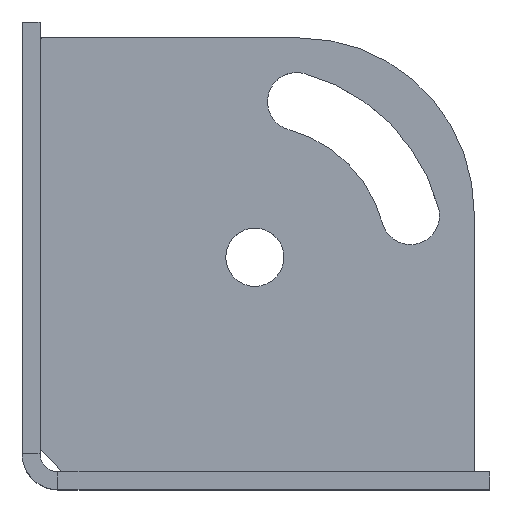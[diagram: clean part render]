
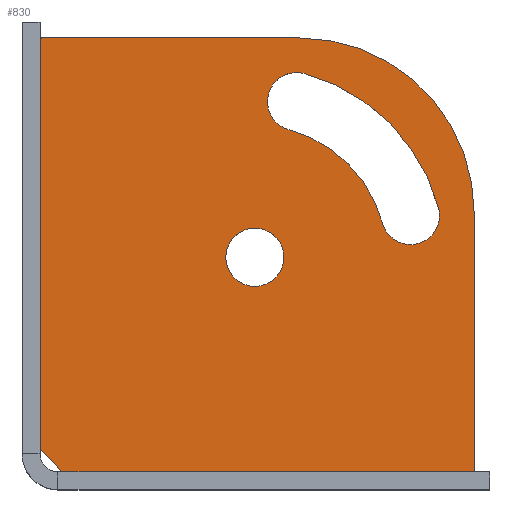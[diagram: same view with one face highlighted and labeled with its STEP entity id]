
A CAD part, top view. The second image highlights one B-rep face of the part: STEP entity #830.
In plain terms, the highlighted planar face has unit normal (0, 0, 1).
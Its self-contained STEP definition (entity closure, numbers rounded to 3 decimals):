
#2 = DIRECTION ( 'NONE',  ( -1., 0., 0. ) ) ;
#4 = AXIS2_PLACEMENT_3D ( 'NONE', #408, #401, #396 ) ;
#7 = DIRECTION ( 'NONE',  ( 0., 0., 1. ) ) ;
#8 = CARTESIAN_POINT ( 'NONE',  ( 0.3, 96.7, 0. ) ) ;
#10 = EDGE_CURVE ( 'NONE', #1196, #289, #556, .T. ) ;
#24 = CARTESIAN_POINT ( 'NONE',  ( 41.5, 48., 0. ) ) ;
#26 = CIRCLE ( 'NONE', #164, 39. ) ;
#45 = DIRECTION ( 'NONE',  ( 0., 0., 1. ) ) ;
#55 = CARTESIAN_POINT ( 'NONE',  ( 55.635, 76.495, 0. ) ) ;
#63 = DIRECTION ( 'NONE',  ( 1., 0., 0. ) ) ;
#88 = CARTESIAN_POINT ( 'NONE',  ( 82.773, 57.317, 0. ) ) ;
#102 = CARTESIAN_POINT ( 'NONE',  ( 5., 0., 0. ) ) ;
#112 = DIRECTION ( 'NONE',  ( 0., 0., 1. ) ) ;
#118 = VERTEX_POINT ( 'NONE', #635 ) ;
#120 = CIRCLE ( 'NONE', #4, 6.5 ) ;
#127 = DIRECTION ( 'NONE',  ( 1., 0., 0. ) ) ;
#128 = EDGE_LOOP ( 'NONE', ( #994, #1278, #713, #394, #1176, #1065, #183, #514 ) ) ;
#144 = CARTESIAN_POINT ( 'NONE',  ( 48., 48., 0. ) ) ;
#148 = DIRECTION ( 'NONE',  ( 0., 0., 1. ) ) ;
#150 = DIRECTION ( 'NONE',  ( 1., 0., 0. ) ) ;
#164 = AXIS2_PLACEMENT_3D ( 'NONE', #292, #284, #280 ) ;
#177 = DIRECTION ( 'NONE',  ( 0., 0., 1. ) ) ;
#183 = ORIENTED_EDGE ( 'NONE', *, *, #769, .T. ) ;
#190 = AXIS2_PLACEMENT_3D ( 'NONE', #1087, #1077, #1064 ) ;
#196 = AXIS2_PLACEMENT_3D ( 'NONE', #8, #7, #2 ) ;
#210 = CARTESIAN_POINT ( 'NONE',  ( 89.273, 57.317, 0. ) ) ;
#221 = ORIENTED_EDGE ( 'NONE', *, *, #1254, .F. ) ;
#224 = CARTESIAN_POINT ( 'NONE',  ( 96.7, 0., 0. ) ) ;
#225 = CARTESIAN_POINT ( 'NONE',  ( 59., 89.052, 0. ) ) ;
#258 = EDGE_LOOP ( 'NONE', ( #1200, #477 ) ) ;
#261 = CARTESIAN_POINT ( 'NONE',  ( 97., 0.3, 0. ) ) ;
#275 = CARTESIAN_POINT ( 'NONE',  ( 48., 48., 0. ) ) ;
#280 = DIRECTION ( 'NONE',  ( -1., 0., 0. ) ) ;
#281 = DIRECTION ( 'NONE',  ( 0., 0., -1. ) ) ;
#282 = CIRCLE ( 'NONE', #190, 6.5 ) ;
#284 = DIRECTION ( 'NONE',  ( 0., 0., 1. ) ) ;
#285 = DIRECTION ( 'NONE',  ( 1., 0., 0. ) ) ;
#289 = VERTEX_POINT ( 'NONE', #935 ) ;
#292 = CARTESIAN_POINT ( 'NONE',  ( 58., 58., 0. ) ) ;
#307 = DIRECTION ( 'NONE',  ( 0.707, -0.707, 0. ) ) ;
#318 = VECTOR ( 'NONE', #307, 1000. ) ;
#328 = DIRECTION ( 'NONE',  ( -1., 0., 0. ) ) ;
#330 = CARTESIAN_POINT ( 'NONE',  ( 0., 5., 0. ) ) ;
#335 = CIRCLE ( 'NONE', #589, 6.5 ) ;
#355 = LINE ( 'NONE', #102, #318 ) ;
#358 = DIRECTION ( 'NONE',  ( 0., 0., 1. ) ) ;
#363 = VERTEX_POINT ( 'NONE', #1208 ) ;
#380 = EDGE_CURVE ( 'NONE', #609, #118, #282, .T. ) ;
#385 = VECTOR ( 'NONE', #764, 1000. ) ;
#388 = LINE ( 'NONE', #411, #385 ) ;
#394 = ORIENTED_EDGE ( 'NONE', *, *, #666, .T. ) ;
#396 = DIRECTION ( 'NONE',  ( 1., 0., 0. ) ) ;
#401 = DIRECTION ( 'NONE',  ( 0., 0., 1. ) ) ;
#408 = CARTESIAN_POINT ( 'NONE',  ( 57.317, 82.773, 0. ) ) ;
#411 = CARTESIAN_POINT ( 'NONE',  ( 96.7, 0., 0. ) ) ;
#429 = FACE_BOUND ( 'NONE', #864, .T. ) ;
#441 = FACE_OUTER_BOUND ( 'NONE', #128, .T. ) ;
#450 = AXIS2_PLACEMENT_3D ( 'NONE', #767, #177, #688 ) ;
#477 = ORIENTED_EDGE ( 'NONE', *, *, #10, .F. ) ;
#480 = CARTESIAN_POINT ( 'NONE',  ( 97., 58., 0. ) ) ;
#497 = ORIENTED_EDGE ( 'NONE', *, *, #1211, .F. ) ;
#504 = DIRECTION ( 'NONE',  ( 0., 1., 0. ) ) ;
#508 = VECTOR ( 'NONE', #504, 1000. ) ;
#514 = ORIENTED_EDGE ( 'NONE', *, *, #1295, .T. ) ;
#527 = EDGE_CURVE ( 'NONE', #614, #1179, #120, .T. ) ;
#538 = CARTESIAN_POINT ( 'NONE',  ( 0.3, 97., 0. ) ) ;
#549 = DIRECTION ( 'NONE',  ( -1., 0., 0. ) ) ;
#556 = CIRCLE ( 'NONE', #450, 6.5 ) ;
#558 = LINE ( 'NONE', #480, #508 ) ;
#587 = VERTEX_POINT ( 'NONE', #330 ) ;
#589 = AXIS2_PLACEMENT_3D ( 'NONE', #88, #112, #127 ) ;
#590 = DIRECTION ( 'NONE',  ( 0., 0., -1. ) ) ;
#600 = CARTESIAN_POINT ( 'NONE',  ( 97., 58., 0. ) ) ;
#609 = VERTEX_POINT ( 'NONE', #210 ) ;
#614 = VERTEX_POINT ( 'NONE', #225 ) ;
#627 = AXIS2_PLACEMENT_3D ( 'NONE', #647, #590, #549 ) ;
#635 = CARTESIAN_POINT ( 'NONE',  ( 89.052, 59., 0. ) ) ;
#639 = EDGE_CURVE ( 'NONE', #1308, #1106, #755, .T. ) ;
#643 = CARTESIAN_POINT ( 'NONE',  ( 58., 97., 0. ) ) ;
#647 = CARTESIAN_POINT ( 'NONE',  ( 0.3, 96.7, 0. ) ) ;
#666 = EDGE_CURVE ( 'NONE', #1106, #587, #1178, .T. ) ;
#678 = VERTEX_POINT ( 'NONE', #1144 ) ;
#688 = DIRECTION ( 'NONE',  ( 1., 0., 0. ) ) ;
#703 = CIRCLE ( 'NONE', #787, 29.5 ) ;
#713 = ORIENTED_EDGE ( 'NONE', *, *, #639, .T. ) ;
#721 = ORIENTED_EDGE ( 'NONE', *, *, #852, .F. ) ;
#739 = ORIENTED_EDGE ( 'NONE', *, *, #527, .F. ) ;
#744 = CARTESIAN_POINT ( 'NONE',  ( 0.3, 97., 0. ) ) ;
#755 = CIRCLE ( 'NONE', #196, 0.3 ) ;
#756 = ORIENTED_EDGE ( 'NONE', *, *, #380, .F. ) ;
#764 = DIRECTION ( 'NONE',  ( 1., 0., 0. ) ) ;
#767 = CARTESIAN_POINT ( 'NONE',  ( 48., 48., 0. ) ) ;
#769 = EDGE_CURVE ( 'NONE', #1239, #1017, #1140, .T. ) ;
#783 = PLANE ( 'NONE',  #627 ) ;
#787 = AXIS2_PLACEMENT_3D ( 'NONE', #275, #281, #285 ) ;
#830 = ADVANCED_FACE ( 'NONE', ( #441, #840, #429 ), #783, .F. ) ;
#831 = VERTEX_POINT ( 'NONE', #643 ) ;
#835 = AXIS2_PLACEMENT_3D ( 'NONE', #1135, #358, #328 ) ;
#839 = AXIS2_PLACEMENT_3D ( 'NONE', #144, #148, #150 ) ;
#840 = FACE_BOUND ( 'NONE', #258, .T. ) ;
#844 = CARTESIAN_POINT ( 'NONE',  ( 48., 48., 0. ) ) ;
#847 = EDGE_CURVE ( 'NONE', #678, #1239, #388, .T. ) ;
#852 = EDGE_CURVE ( 'NONE', #363, #609, #335, .T. ) ;
#855 = EDGE_CURVE ( 'NONE', #587, #678, #355, .T. ) ;
#856 = CIRCLE ( 'NONE', #839, 42.5 ) ;
#864 = EDGE_LOOP ( 'NONE', ( #739, #497, #756, #721, #221 ) ) ;
#935 = CARTESIAN_POINT ( 'NONE',  ( 54.5, 48., 0. ) ) ;
#936 = CIRCLE ( 'NONE', #1126, 6.5 ) ;
#949 = VERTEX_POINT ( 'NONE', #600 ) ;
#993 = VECTOR ( 'NONE', #1172, 1000. ) ;
#994 = ORIENTED_EDGE ( 'NONE', *, *, #996, .T. ) ;
#996 = EDGE_CURVE ( 'NONE', #949, #831, #26, .T. ) ;
#1002 = CARTESIAN_POINT ( 'NONE',  ( 0., 96.7, 0. ) ) ;
#1009 = DIRECTION ( 'NONE',  ( -1., 0., 0. ) ) ;
#1017 = VERTEX_POINT ( 'NONE', #261 ) ;
#1044 = VECTOR ( 'NONE', #1009, 1000. ) ;
#1064 = DIRECTION ( 'NONE',  ( 1., 0., 0. ) ) ;
#1065 = ORIENTED_EDGE ( 'NONE', *, *, #847, .T. ) ;
#1077 = DIRECTION ( 'NONE',  ( 0., 0., 1. ) ) ;
#1087 = CARTESIAN_POINT ( 'NONE',  ( 82.773, 57.317, 0. ) ) ;
#1106 = VERTEX_POINT ( 'NONE', #1002 ) ;
#1107 = LINE ( 'NONE', #744, #1044 ) ;
#1126 = AXIS2_PLACEMENT_3D ( 'NONE', #844, #45, #63 ) ;
#1135 = CARTESIAN_POINT ( 'NONE',  ( 96.7, 0.3, 0. ) ) ;
#1137 = EDGE_CURVE ( 'NONE', #831, #1308, #1107, .T. ) ;
#1140 = CIRCLE ( 'NONE', #835, 0.3 ) ;
#1144 = CARTESIAN_POINT ( 'NONE',  ( 5., 0., 0. ) ) ;
#1172 = DIRECTION ( 'NONE',  ( 0., -1., 0. ) ) ;
#1174 = EDGE_CURVE ( 'NONE', #289, #1196, #936, .T. ) ;
#1176 = ORIENTED_EDGE ( 'NONE', *, *, #855, .T. ) ;
#1178 = LINE ( 'NONE', #1197, #993 ) ;
#1179 = VERTEX_POINT ( 'NONE', #55 ) ;
#1196 = VERTEX_POINT ( 'NONE', #24 ) ;
#1197 = CARTESIAN_POINT ( 'NONE',  ( 0., 5., 0. ) ) ;
#1200 = ORIENTED_EDGE ( 'NONE', *, *, #1174, .F. ) ;
#1208 = CARTESIAN_POINT ( 'NONE',  ( 76.495, 55.635, 0. ) ) ;
#1211 = EDGE_CURVE ( 'NONE', #118, #614, #856, .T. ) ;
#1239 = VERTEX_POINT ( 'NONE', #224 ) ;
#1254 = EDGE_CURVE ( 'NONE', #1179, #363, #703, .T. ) ;
#1278 = ORIENTED_EDGE ( 'NONE', *, *, #1137, .T. ) ;
#1295 = EDGE_CURVE ( 'NONE', #1017, #949, #558, .T. ) ;
#1308 = VERTEX_POINT ( 'NONE', #538 ) ;
